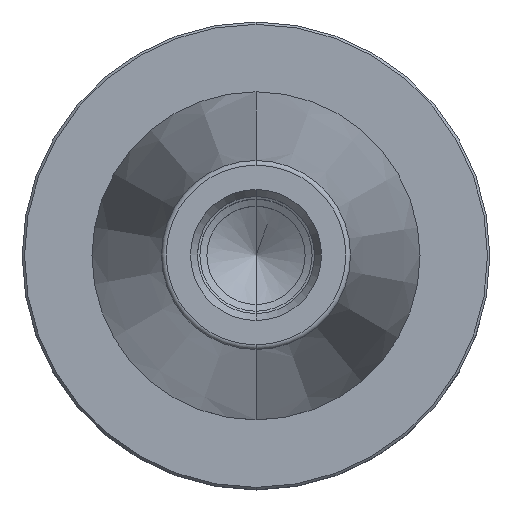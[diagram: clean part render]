
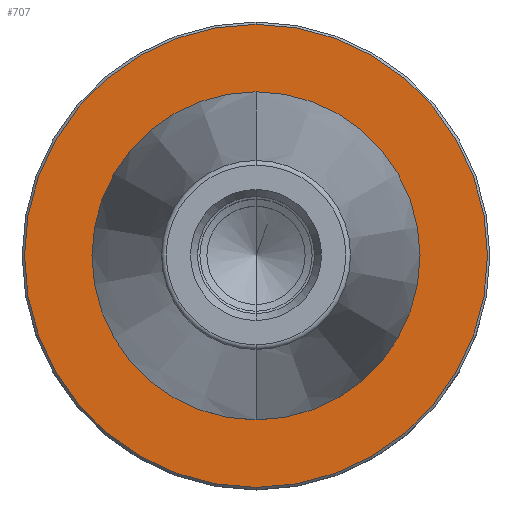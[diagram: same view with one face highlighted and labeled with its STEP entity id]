
A CAD part, top view. The second image highlights one B-rep face of the part: STEP entity #707.
In plain terms, the highlighted planar face has unit normal (0, 0, 1).
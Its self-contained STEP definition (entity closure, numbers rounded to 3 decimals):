
#293=EDGE_CURVE('',#585,#307,#834,.T.);
#307=VERTEX_POINT('',#849);
#345=VERTEX_POINT('',#889);
#409=EDGE_CURVE('',#307,#585,#967,.T.);
#585=VERTEX_POINT('',#1164);
#665=EDGE_CURVE('',#345,#721,#1250,.T.);
#707=ADVANCED_FACE('',(#1302,#1303),#1304,.T.);
#721=VERTEX_POINT('',#1318);
#737=EDGE_CURVE('',#721,#345,#1336,.T.);
#834=CIRCLE('',#1433,35.071);
#849=CARTESIAN_POINT('',(0.0,35.071,-3.0));
#889=CARTESIAN_POINT('',(0.,-49.5,-3.0));
#967=CIRCLE('',#1604,35.071);
#1164=CARTESIAN_POINT('',(0.,-35.071,-3.0));
#1250=CIRCLE('',#1982,49.5);
#1302=FACE_OUTER_BOUND('',#2041,.T.);
#1303=FACE_BOUND('',#2042,.T.);
#1304=PLANE('',#2043);
#1318=CARTESIAN_POINT('',(0.0,49.5,-3.0));
#1336=CIRCLE('',#2083,49.5);
#1433=AXIS2_PLACEMENT_3D('',#2204,#2205,#2206);
#1604=AXIS2_PLACEMENT_3D('',#2399,#2400,#2401);
#1982=AXIS2_PLACEMENT_3D('',#2751,#2752,#2753);
#2041=EDGE_LOOP('',(#2829,#2830));
#2042=EDGE_LOOP('',(#2831,#2832));
#2043=AXIS2_PLACEMENT_3D('',#2833,#2834,#2835);
#2083=AXIS2_PLACEMENT_3D('',#2862,#2863,#2864);
#2204=CARTESIAN_POINT('',(0.0,0.0,-3.0));
#2205=DIRECTION('',(0.0,0.0,-1.0));
#2206=DIRECTION('',(0.0,1.0,0.0));
#2399=CARTESIAN_POINT('',(0.0,0.0,-3.0));
#2400=DIRECTION('',(0.0,0.0,-1.0));
#2401=DIRECTION('',(0.0,1.0,0.0));
#2751=CARTESIAN_POINT('',(0.0,0.0,-3.0));
#2752=DIRECTION('',(0.0,0.0,-1.0));
#2753=DIRECTION('',(0.0,1.0,0.0));
#2829=ORIENTED_EDGE('',*,*,#737,.F.);
#2830=ORIENTED_EDGE('',*,*,#665,.F.);
#2831=ORIENTED_EDGE('',*,*,#409,.T.);
#2832=ORIENTED_EDGE('',*,*,#293,.T.);
#2833=CARTESIAN_POINT('',(0.0,42.285,-3.0));
#2834=DIRECTION('',(-0.0,0.0,1.0));
#2835=DIRECTION('',(0.0,-1.0,0.0));
#2862=CARTESIAN_POINT('',(0.0,0.0,-3.0));
#2863=DIRECTION('',(0.0,0.0,-1.0));
#2864=DIRECTION('',(0.0,1.0,0.0));
